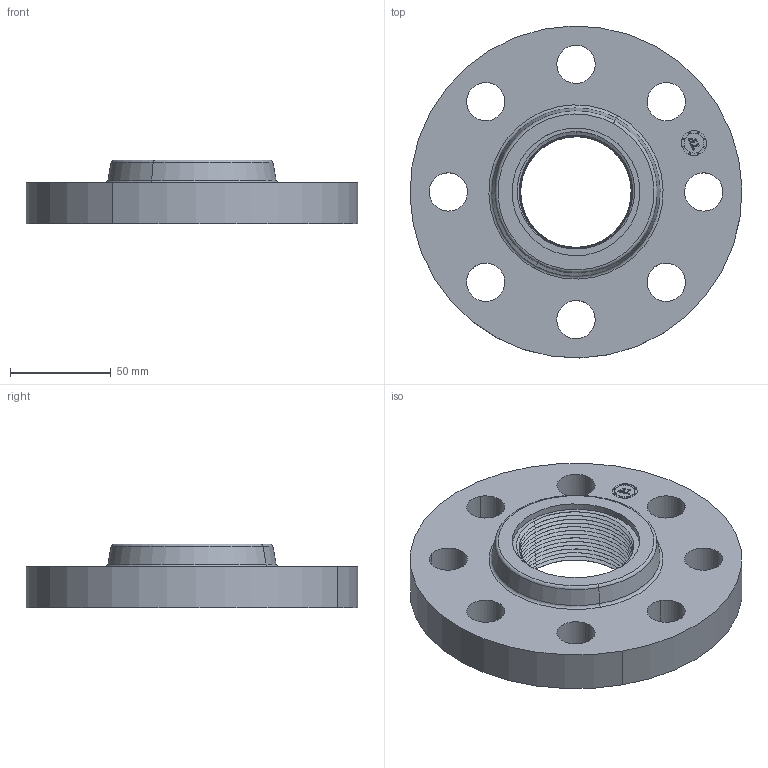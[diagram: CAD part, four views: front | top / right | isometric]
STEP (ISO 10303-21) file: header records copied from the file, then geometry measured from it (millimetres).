
FILE_DESCRIPTION(('3D STEP'),'2;1');
FILE_NAME('2-300-THREADED-FF-FLANGE.stp','2013-01-27T03:56:35+00:00',('Texas Flange'),(''),'CATIA Version 5 Release 20 SP 6 (IN-10)','CATIA V5 STEP AP214','800-826-3801');
FILE_SCHEMA(('AUTOMOTIVE_DESIGN { 1 0 10303 214 1 1 1 1 }'));
Length unit declared in the file: inch
Products named in the file (1): 2-300-THREADED-FF-FLANGE
Bounding box: 165.05 x 165.05 x 31.75 mm (x, y, z)
Volume: 368514.4 mm3; surface area: 66115.4 mm2
Topology: 1 solids, 1 shells, 548 faces, 1478 edges, 951 vertices
Faces by surface type: plane 369, bspline 107, cylinder 40, cone 28, torus 4
Entity records: 22087 total; most frequent: CARTESIAN_POINT 6849, ORIENTED_EDGE 2956, DIRECTION 1943, EDGE_CURVE 1478, VECTOR 1111, LINE 1111, VERTEX_POINT 951, EDGE_LOOP 585
